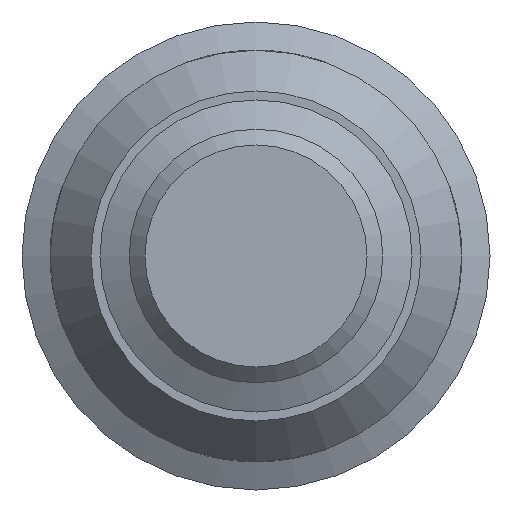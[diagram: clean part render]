
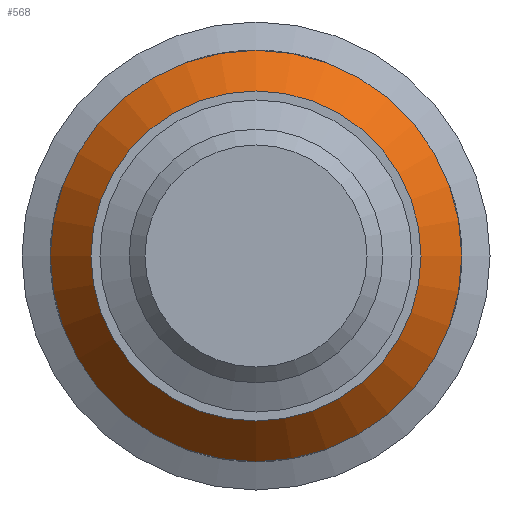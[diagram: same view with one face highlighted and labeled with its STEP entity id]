
A CAD part, front view. The second image highlights one B-rep face of the part: STEP entity #568.
In plain terms, the highlighted conical face has half-angle 39.308 degrees and reference radius 5.276 mm.
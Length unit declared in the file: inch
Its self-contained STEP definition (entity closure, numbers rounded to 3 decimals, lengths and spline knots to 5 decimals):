
#51 = CARTESIAN_POINT ( 'NONE',  ( 0., 1.8612, 0. ) ) ;
#102 = CARTESIAN_POINT ( 'NONE',  ( 0., 1.8612, 0.2077 ) ) ;
#197 = EDGE_LOOP ( 'NONE', ( #538 ) ) ;
#254 = AXIS2_PLACEMENT_3D ( 'NONE', #51, #693, #1496 ) ;
#259 = DIRECTION ( 'NONE',  ( 0., 0., 1. ) ) ;
#385 = ORIENTED_EDGE ( 'NONE', *, *, #1220, .F. ) ;
#447 = EDGE_LOOP ( 'NONE', ( #385 ) ) ;
#532 = CARTESIAN_POINT ( 'NONE',  ( 0., 1.8612, 0. ) ) ;
#538 = ORIENTED_EDGE ( 'NONE', *, *, #761, .F. ) ;
#568 = ADVANCED_FACE ( 'NONE', ( #1071, #601 ), #1151, .T. ) ;
#601 = FACE_OUTER_BOUND ( 'NONE', #447, .T. ) ;
#614 = AXIS2_PLACEMENT_3D ( 'NONE', #1570, #1191, #1576 ) ;
#693 = DIRECTION ( 'NONE',  ( 0., 1., 0. ) ) ;
#761 = EDGE_CURVE ( 'NONE', #1386, #1386, #1000, .T. ) ;
#763 = CIRCLE ( 'NONE', #1356, 0.2077 ) ;
#906 = CARTESIAN_POINT ( 'NONE',  ( 0., 1.811, 0.1666 ) ) ;
#1000 = CIRCLE ( 'NONE', #614, 0.1666 ) ;
#1071 = FACE_BOUND ( 'NONE', #197, .T. ) ;
#1151 = CONICAL_SURFACE ( 'NONE', #254, 0.2077, 0.686 ) ;
#1191 = DIRECTION ( 'NONE',  ( 0., -1., 0. ) ) ;
#1201 = DIRECTION ( 'NONE',  ( 0., 1., 0. ) ) ;
#1220 = EDGE_CURVE ( 'NONE', #1659, #1659, #763, .T. ) ;
#1356 = AXIS2_PLACEMENT_3D ( 'NONE', #532, #1201, #259 ) ;
#1386 = VERTEX_POINT ( 'NONE', #906 ) ;
#1496 = DIRECTION ( 'NONE',  ( 0., 0., 1. ) ) ;
#1570 = CARTESIAN_POINT ( 'NONE',  ( 0., 1.811, 0. ) ) ;
#1576 = DIRECTION ( 'NONE',  ( 0., 0., 1. ) ) ;
#1659 = VERTEX_POINT ( 'NONE', #102 ) ;
